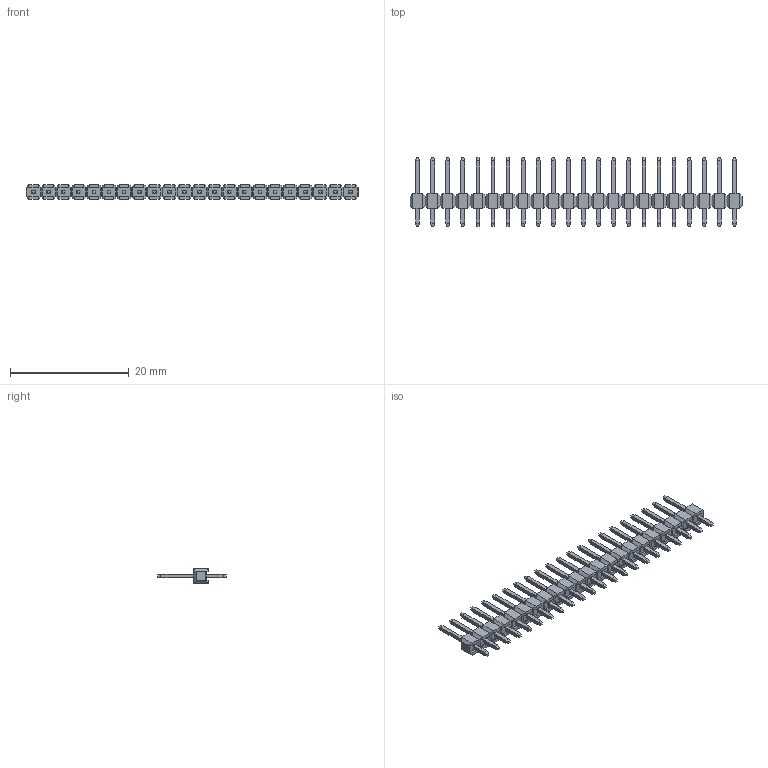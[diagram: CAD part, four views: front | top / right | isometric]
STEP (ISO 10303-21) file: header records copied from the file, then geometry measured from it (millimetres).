
FILE_DESCRIPTION (( 'STEP AP214' ), '1' );
FILE_NAME ('HEADER 1X22.STEP', '2013-11-27T09:48:21', ( '' ), ( '' ), 'SwSTEP 2.0', 'SolidWorks 2012', '' );
FILE_SCHEMA (( 'AUTOMOTIVE_DESIGN' ));
Length unit declared in the file: millimetre
Products named in the file (1): HEADER 1X22
Bounding box: 55.88 x 11.54 x 2.5 mm (x, y, z)
Volume: 376.3 mm3; surface area: 1119 mm2
Topology: 1 solids, 1 shells, 750 faces, 1676 edges, 972 vertices
Faces by surface type: plane 750
Entity records: 28045 total; most frequent: CARTESIAN_POINT 3399, ORIENTED_EDGE 3352, DIRECTION 3178, LINE 1676, EDGE_CURVE 1676, VECTOR 1676, VERTEX_POINT 972, EDGE_LOOP 794
